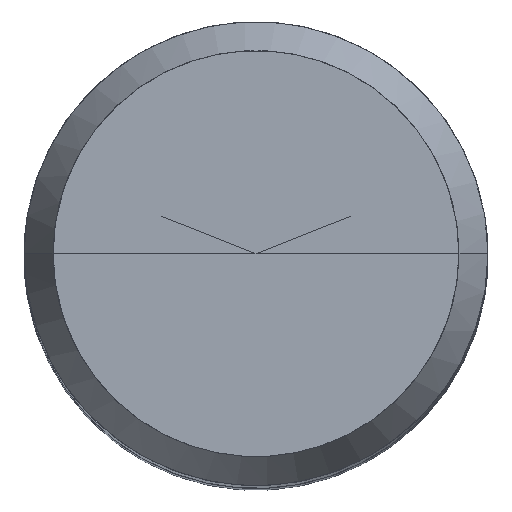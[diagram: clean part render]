
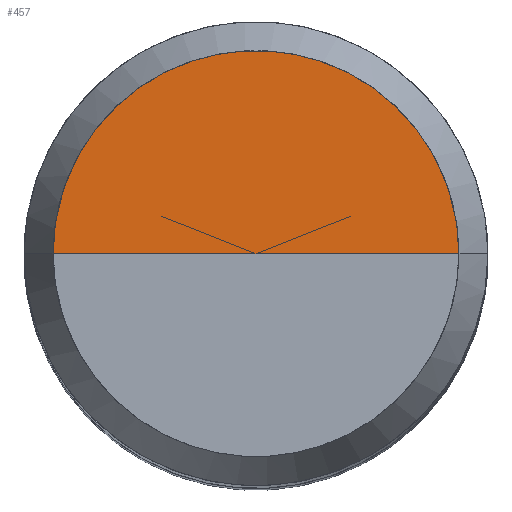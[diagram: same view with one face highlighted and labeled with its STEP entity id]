
A CAD part, top view. The second image highlights one B-rep face of the part: STEP entity #457.
In plain terms, the highlighted free-form (B-spline) face has degree [1, 2] with [2, 5] control points.
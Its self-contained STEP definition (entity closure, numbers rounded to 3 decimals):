
#251=CARTESIAN_POINT('',(7.0,0.0,47.3));
#252=CARTESIAN_POINT('',(7.0,7.0,47.3));
#253=CARTESIAN_POINT('',(0.0,7.0,47.3));
#254=CARTESIAN_POINT('',(-7.0,7.0,47.3));
#255=CARTESIAN_POINT('',(-7.0,0.0,47.3));
#256=CARTESIAN_POINT('',(0.0,0.0,47.3));
#442=(
BOUNDED_SURFACE()
B_SPLINE_SURFACE(1,2,(
(#251,#252,#253,#254,#255),
(#256,#256,#256,#256,#256)
), .UNSPECIFIED.,.F.,.F.,.F.)
B_SPLINE_SURFACE_WITH_KNOTS((2,2),(3,2,3),(
0.0,1.0),(
0.0,0.5,1.0), .UNSPECIFIED.)
GEOMETRIC_REPRESENTATION_ITEM()
RATIONAL_B_SPLINE_SURFACE(((1.0,0.707,1.0,0.707,1.0),
(1.0,0.707,1.0,0.707,1.0)
))
REPRESENTATION_ITEM('')
SURFACE()
);
#443=(
BOUNDED_CURVE()
B_SPLINE_CURVE(2,(#255,#254,#253,#252,#251),.UNSPECIFIED.,.F.,.F.)
B_SPLINE_CURVE_WITH_KNOTS((3,2,3),
(0.0,0.5,1.0),.UNSPECIFIED.)
CURVE()
GEOMETRIC_REPRESENTATION_ITEM()
RATIONAL_B_SPLINE_CURVE((1.0,0.707,1.0,0.707,1.0))
REPRESENTATION_ITEM('')
);
#444=(
BOUNDED_CURVE()
B_SPLINE_CURVE(1,(#251,#256),.UNSPECIFIED.,.F.,.F.)
B_SPLINE_CURVE_WITH_KNOTS((2,2),
(0.0,1.0),.UNSPECIFIED.)
CURVE()
GEOMETRIC_REPRESENTATION_ITEM()
RATIONAL_B_SPLINE_CURVE((1.0,1.0))
REPRESENTATION_ITEM('')
);
#445=(
BOUNDED_CURVE()
B_SPLINE_CURVE(1,(#256,#255),.UNSPECIFIED.,.F.,.F.)
B_SPLINE_CURVE_WITH_KNOTS((2,2),
(0.0,1.0),.UNSPECIFIED.)
CURVE()
GEOMETRIC_REPRESENTATION_ITEM()
RATIONAL_B_SPLINE_CURVE((1.0,1.0))
REPRESENTATION_ITEM('')
);
#446=VERTEX_POINT('',#251);
#447=VERTEX_POINT('',#255);
#448=VERTEX_POINT('',#256);
#449=EDGE_CURVE('',#447,#446,#443,.T.);
#450=EDGE_CURVE('',#446,#448,#444,.T.);
#451=EDGE_CURVE('',#448,#447,#445,.T.);
#452=ORIENTED_EDGE('',*,*,#449,.T.);
#453=ORIENTED_EDGE('',*,*,#450,.T.);
#454=ORIENTED_EDGE('',*,*,#451,.T.);
#455=EDGE_LOOP('',(#452,#453,#454));
#456=FACE_OUTER_BOUND('',#455,.T.);
#457=ADVANCED_FACE('',(#456),#442,.T.);
